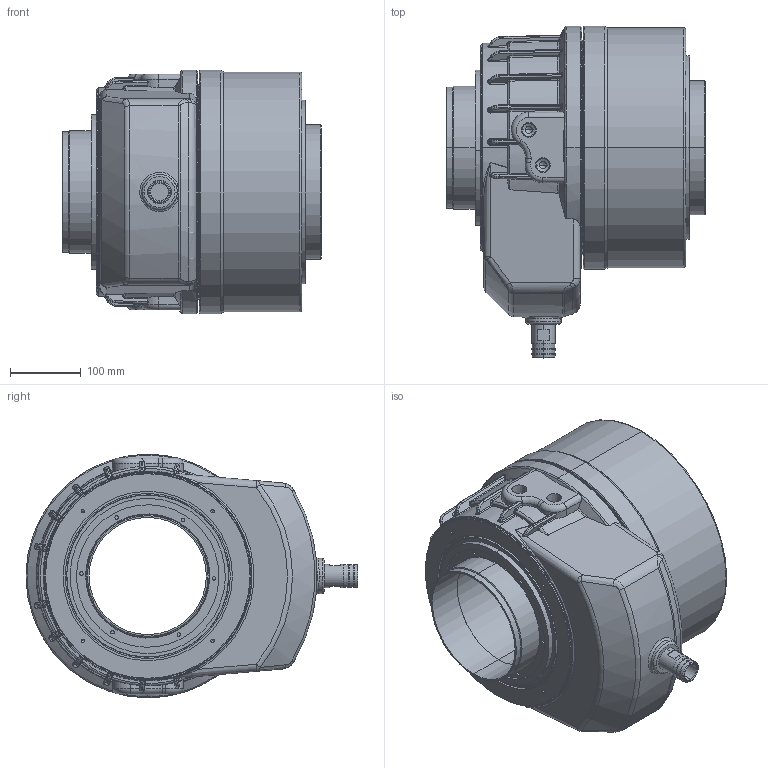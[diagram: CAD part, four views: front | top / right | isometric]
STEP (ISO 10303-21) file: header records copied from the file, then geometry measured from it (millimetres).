
FILE_DESCRIPTION (( 'STEP AP203' ), '1' );
FILE_NAME ('CF-TK-2416L.STEP', '2024-03-22T03:54:53', ( '' ), ( '' ), 'SwSTEP 2.0', 'SolidWorks 2020', '' );
FILE_SCHEMA (( 'CONFIG_CONTROL_DESIGN' ));
Length unit declared in the file: millimetre
Products named in the file (8): CF-TK-2416閥軸; CF-TK-2416L; CF-TK-2416L-01000; CF-TK-2416L-02000; CF-TK-2416後柵環; CF-TK-2416罩殼; O-RING_G175(NOK); CT-S08-08000
Assembly tree (7 placements, depth 2):
  CF-TK-2416L
    CF-TK-2416閥軸
    CF-TK-2416L-01000
    CF-TK-2416L-02000
    CF-TK-2416後柵環
    CF-TK-2416罩殼
    O-RING_G175(NOK)
    CT-S08-08000
Bounding box: 367 x 470.5 x 345 mm (x, y, z)
Volume: 21619327.6 mm3; surface area: 1641089.1 mm2
Topology: 7 solids, 7 shells, 805 faces, 1894 edges, 1111 vertices
Faces by surface type: cylinder 274, bspline 174, cone 149, plane 132, torus 74, sphere 2
Entity records: 31122 total; most frequent: CARTESIAN_POINT 13156, ORIENTED_EDGE 3684, DIRECTION 3470, EDGE_CURVE 1842, AXIS2_PLACEMENT_3D 1475, VERTEX_POINT 1111, EDGE_LOOP 891, CIRCLE 834
